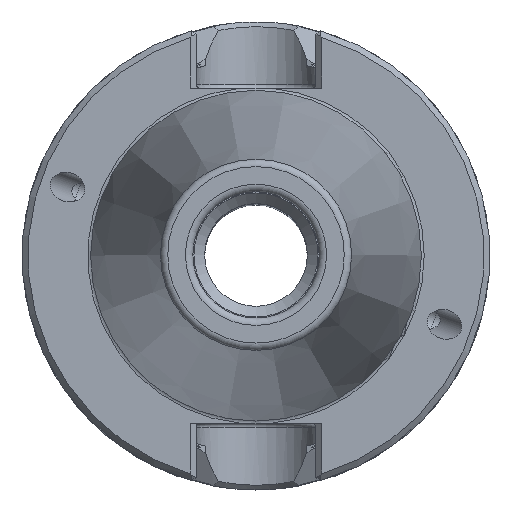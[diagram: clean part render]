
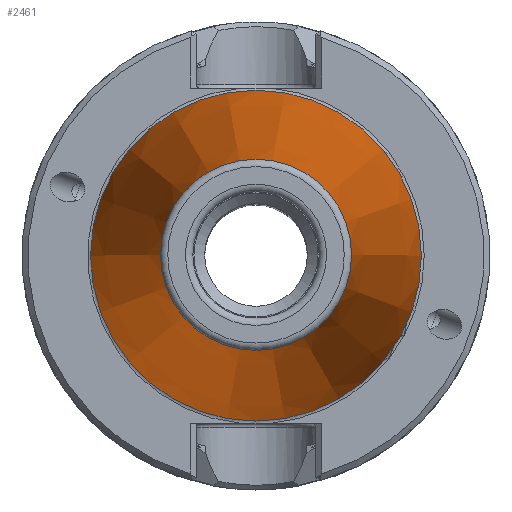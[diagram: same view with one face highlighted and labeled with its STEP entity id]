
A CAD part, top view. The second image highlights one B-rep face of the part: STEP entity #2461.
In plain terms, the highlighted conical face has half-angle 8.297 degrees and reference radius 12.871 mm.
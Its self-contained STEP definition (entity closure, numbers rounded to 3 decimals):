
#242=CONICAL_SURFACE('',#2627,12.871,0.145);
#401=ORIENTED_EDGE('',*,*,#798,.T.);
#402=ORIENTED_EDGE('',*,*,#794,.F.);
#794=EDGE_CURVE('',#1014,#1014,#1175,.T.);
#798=EDGE_CURVE('',#1019,#1019,#1178,.T.);
#1014=VERTEX_POINT('',#3419);
#1019=VERTEX_POINT('',#3445);
#1175=CIRCLE('',#2622,12.871);
#1178=CIRCLE('',#2628,22.268);
#1306=EDGE_LOOP('',(#401));
#1307=EDGE_LOOP('',(#402));
#1487=FACE_BOUND('',#1306,.T.);
#1488=FACE_BOUND('',#1307,.T.);
#2461=ADVANCED_FACE('',(#1487,#1488),#242,.T.);
#2622=AXIS2_PLACEMENT_3D('',#3418,#2924,#2925);
#2627=AXIS2_PLACEMENT_3D('',#3443,#2934,#2935);
#2628=AXIS2_PLACEMENT_3D('',#3444,#2936,#2937);
#2924=DIRECTION('',(0.,0.,1.));
#2925=DIRECTION('',(1.,0.,0.));
#2934=DIRECTION('',(0.,0.,-1.));
#2935=DIRECTION('',(-1.,0.,0.));
#2936=DIRECTION('',(0.,0.,1.));
#2937=DIRECTION('',(1.,0.,0.));
#3418=CARTESIAN_POINT('',(0.,0.,64.544));
#3419=CARTESIAN_POINT('',(12.871,0.,64.544));
#3443=CARTESIAN_POINT('',(0.,0.,64.544));
#3444=CARTESIAN_POINT('',(0.,0.,0.106));
#3445=CARTESIAN_POINT('',(22.268,0.,0.106));
